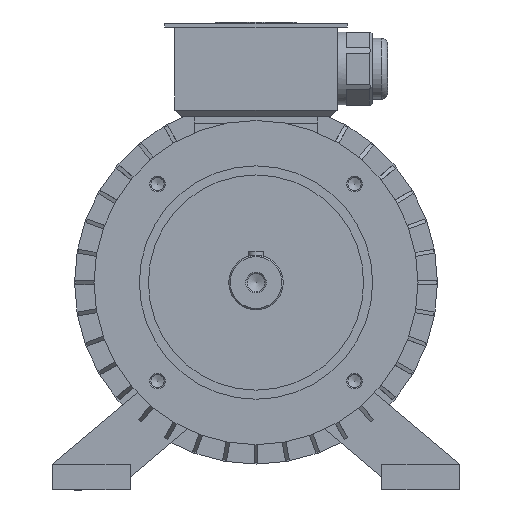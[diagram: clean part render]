
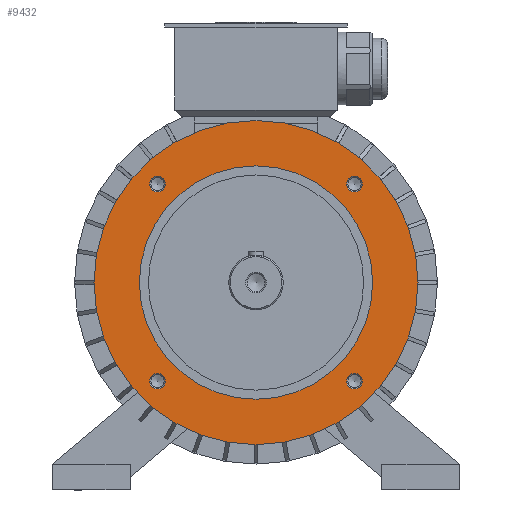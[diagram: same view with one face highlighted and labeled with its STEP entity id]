
A CAD part, front view. The second image highlights one B-rep face of the part: STEP entity #9432.
In plain terms, the highlighted planar face has unit normal (0, -1, 0).
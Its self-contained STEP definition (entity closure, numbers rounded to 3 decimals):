
#242=CIRCLE('',#9715,6.053);
#246=CIRCLE('',#9723,6.053);
#250=CIRCLE('',#9731,6.053);
#374=CIRCLE('',#9982,125.);
#376=CIRCLE('',#9985,6.053);
#377=CIRCLE('',#9986,90.);
#1195=ORIENTED_EDGE('',*,*,#2552,.T.);
#1196=ORIENTED_EDGE('',*,*,#2556,.T.);
#1197=ORIENTED_EDGE('',*,*,#2560,.T.);
#1198=ORIENTED_EDGE('',*,*,#3050,.T.);
#1199=ORIENTED_EDGE('',*,*,#3051,.T.);
#1200=ORIENTED_EDGE('',*,*,#3048,.F.);
#2552=EDGE_CURVE('',#3560,#3560,#242,.T.);
#2556=EDGE_CURVE('',#3565,#3565,#246,.T.);
#2560=EDGE_CURVE('',#3570,#3570,#250,.T.);
#3048=EDGE_CURVE('',#3953,#3953,#374,.T.);
#3050=EDGE_CURVE('',#3955,#3955,#376,.T.);
#3051=EDGE_CURVE('',#3956,#3956,#377,.T.);
#3560=VERTEX_POINT('',#12446);
#3565=VERTEX_POINT('',#12459);
#3570=VERTEX_POINT('',#12472);
#3953=VERTEX_POINT('',#13452);
#3955=VERTEX_POINT('',#13457);
#3956=VERTEX_POINT('',#13459);
#5648=EDGE_LOOP('',(#1195));
#5649=EDGE_LOOP('',(#1196));
#5650=EDGE_LOOP('',(#1197));
#5651=EDGE_LOOP('',(#1198));
#5652=EDGE_LOOP('',(#1199));
#5653=EDGE_LOOP('',(#1200));
#6090=FACE_BOUND('',#5648,.T.);
#6091=FACE_BOUND('',#5649,.T.);
#6092=FACE_BOUND('',#5650,.T.);
#6093=FACE_BOUND('',#5651,.T.);
#6094=FACE_BOUND('',#5652,.T.);
#6095=FACE_BOUND('',#5653,.T.);
#6489=PLANE('',#9984);
#9432=ADVANCED_FACE('',(#6090,#6091,#6092,#6093,#6094,#6095),#6489,.F.);
#9715=AXIS2_PLACEMENT_3D('',#12445,#10427,#10428);
#9723=AXIS2_PLACEMENT_3D('',#12458,#10443,#10444);
#9731=AXIS2_PLACEMENT_3D('',#12471,#10459,#10460);
#9982=AXIS2_PLACEMENT_3D('',#13451,#11299,#11300);
#9984=AXIS2_PLACEMENT_3D('',#13455,#11303,#11304);
#9985=AXIS2_PLACEMENT_3D('',#13456,#11305,#11306);
#9986=AXIS2_PLACEMENT_3D('',#13458,#11307,#11308);
#10427=DIRECTION('',(0.,1.,0.));
#10428=DIRECTION('',(0.,0.,1.));
#10443=DIRECTION('',(0.,1.,0.));
#10444=DIRECTION('',(-1.,0.,0.));
#10459=DIRECTION('',(0.,1.,0.));
#10460=DIRECTION('',(0.,0.,-1.));
#11299=DIRECTION('',(0.,1.,0.));
#11300=DIRECTION('',(1.,0.,0.));
#11303=DIRECTION('',(0.,1.,0.));
#11304=DIRECTION('',(0.,0.,1.));
#11305=DIRECTION('',(0.,1.,0.));
#11306=DIRECTION('',(1.,0.,0.));
#11307=DIRECTION('',(0.,1.,0.));
#11308=DIRECTION('',(1.,0.,0.));
#12445=CARTESIAN_POINT('',(-76.014,-43.,-76.014));
#12446=CARTESIAN_POINT('',(-76.014,-43.,-69.961));
#12458=CARTESIAN_POINT('',(76.014,-43.,-76.014));
#12459=CARTESIAN_POINT('',(69.961,-43.,-76.014));
#12471=CARTESIAN_POINT('',(76.014,-43.,76.014));
#12472=CARTESIAN_POINT('',(76.014,-43.,69.961));
#13451=CARTESIAN_POINT('',(0.,-43.,0.));
#13452=CARTESIAN_POINT('',(125.,-43.,0.));
#13455=CARTESIAN_POINT('',(0.,-43.,0.));
#13456=CARTESIAN_POINT('',(-76.014,-43.,76.014));
#13457=CARTESIAN_POINT('',(-69.961,-43.,76.014));
#13458=CARTESIAN_POINT('',(0.,-43.,0.));
#13459=CARTESIAN_POINT('',(90.,-43.,0.));
